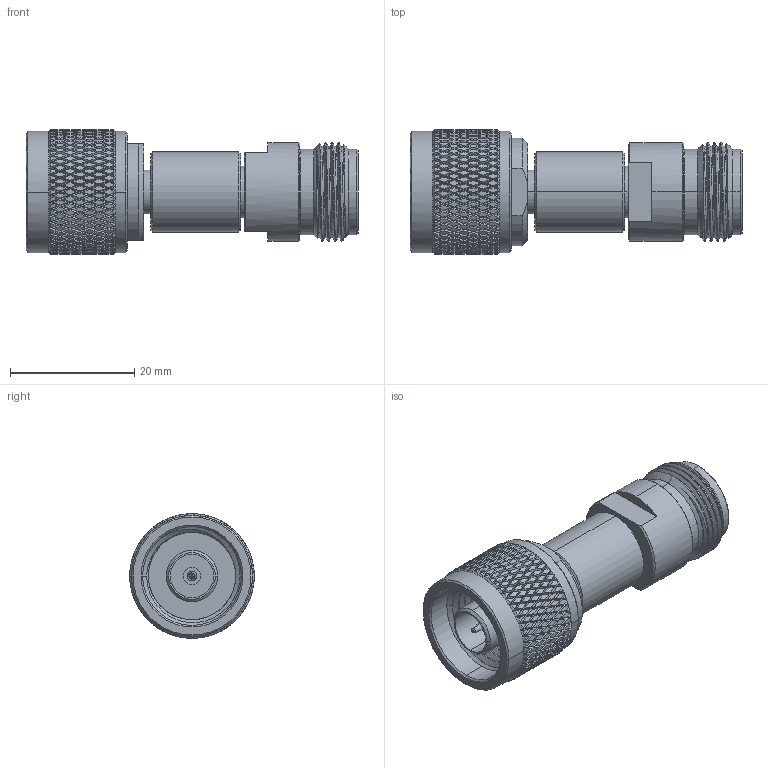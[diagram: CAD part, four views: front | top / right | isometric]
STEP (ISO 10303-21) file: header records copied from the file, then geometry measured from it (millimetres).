
FILE_DESCRIPTION (( 'STEP AP214' ), '1' );
FILE_NAME ('SD3082_3D.step', '2025-03-17T20:39:54', ( '' ), ( '' ), 'SwSTEP 2.0', 'SolidWorks 2022', '' );
FILE_SCHEMA (( 'AUTOMOTIVE_DESIGN' ));
Products named in the file (1): SD3082_3D
Bounding box: 53.34 x 20 x 20 mm (x, y, z)
Volume: 8470.2 mm3; surface area: 5574.4 mm2
Topology: 1 solids, 1 shells, 2571 faces, 5257 edges, 2704 vertices
Faces by surface type: bspline 1768, cylinder 507, cone 258, plane 36, torus 2
Entity records: 93380 total; most frequent: CARTESIAN_POINT 59331, ORIENTED_EDGE 10514, EDGE_CURVE 5257, DIRECTION 2757, VERTEX_POINT 2704, EDGE_LOOP 2587, ADVANCED_FACE 2571, FACE_OUTER_BOUND 2571
